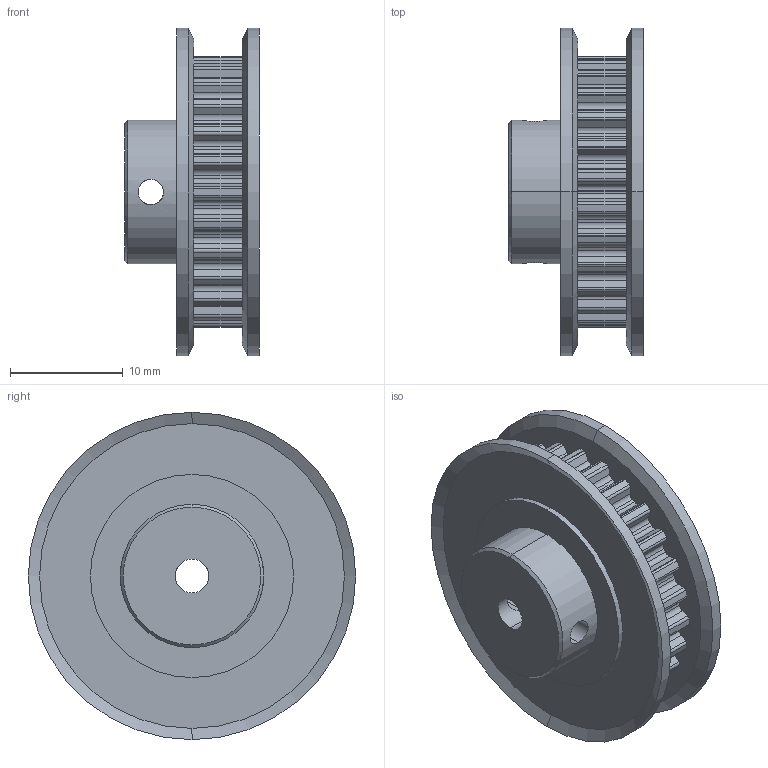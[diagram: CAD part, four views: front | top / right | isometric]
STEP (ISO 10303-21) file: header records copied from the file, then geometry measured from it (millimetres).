
FILE_DESCRIPTION (( 'STEP AP214' ), '1' );
FILE_NAME ('26t pulley.STEP', '2020-05-13T06:10:53', ( 'Kurtis' ), ( '' ), 'SwSTEP 2.0', 'SolidWorks 2015', '' );
FILE_SCHEMA (( 'AUTOMOTIVE_DESIGN' ));
Length unit declared in the file: inch
Products named in the file (1): 26t pulley
Bounding box: 11.9 x 29 x 29 mm (x, y, z)
Volume: 3802.8 mm3; surface area: 3741.4 mm2
Topology: 3 solids, 3 shells, 268 faces, 767 edges, 508 vertices
Faces by surface type: cylinder 197, plane 61, cone 10
Entity records: 9153 total; most frequent: DIRECTION 1693, CARTESIAN_POINT 1684, ORIENTED_EDGE 1534, EDGE_CURVE 767, AXIS2_PLACEMENT_3D 665, VERTEX_POINT 508, CIRCLE 396, VECTOR 363
